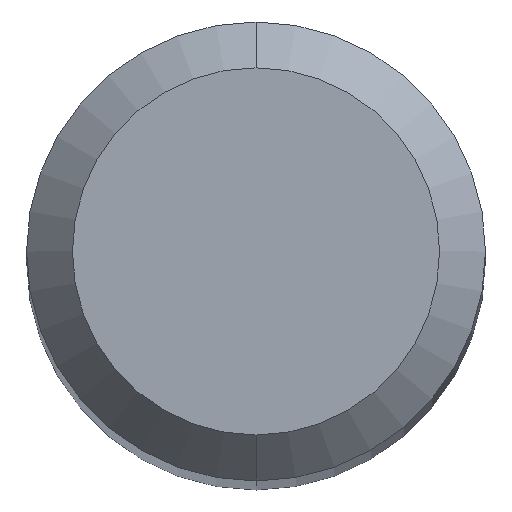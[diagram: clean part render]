
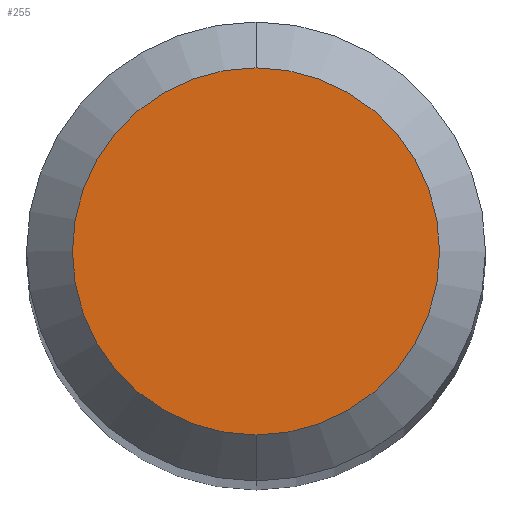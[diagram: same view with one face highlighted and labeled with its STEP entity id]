
A CAD part, top view. The second image highlights one B-rep face of the part: STEP entity #255.
In plain terms, the highlighted planar face has unit normal (0, 0, 1).
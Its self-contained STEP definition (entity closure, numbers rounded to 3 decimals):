
#201=VERTEX_POINT('',#512);
#255=ADVANCED_FACE('',(#572),#573,.T.);
#275=EDGE_CURVE('',#201,#461,#595,.T.);
#335=EDGE_CURVE('',#461,#201,#657,.T.);
#461=VERTEX_POINT('',#797);
#512=CARTESIAN_POINT('',(0.0,1.2,0.0));
#572=FACE_OUTER_BOUND('',#983,.T.);
#573=PLANE('',#984);
#595=CIRCLE('',#1015,1.2);
#657=CIRCLE('',#1193,1.2);
#797=CARTESIAN_POINT('',(0.,-1.2,0.0));
#983=EDGE_LOOP('',(#1540,#1541));
#984=AXIS2_PLACEMENT_3D('',#1542,#1543,#1544);
#1015=AXIS2_PLACEMENT_3D('',#1565,#1566,#1567);
#1193=AXIS2_PLACEMENT_3D('',#1603,#1604,#1605);
#1540=ORIENTED_EDGE('',*,*,#275,.F.);
#1541=ORIENTED_EDGE('',*,*,#335,.F.);
#1542=CARTESIAN_POINT('',(0.0,0.6,0.0));
#1543=DIRECTION('',(-0.0,0.0,1.0));
#1544=DIRECTION('',(0.0,-1.0,0.0));
#1565=CARTESIAN_POINT('',(0.0,0.0,0.0));
#1566=DIRECTION('',(0.0,0.0,-1.0));
#1567=DIRECTION('',(0.0,1.0,0.0));
#1603=CARTESIAN_POINT('',(0.0,0.0,0.0));
#1604=DIRECTION('',(0.0,0.0,-1.0));
#1605=DIRECTION('',(0.0,1.0,0.0));
